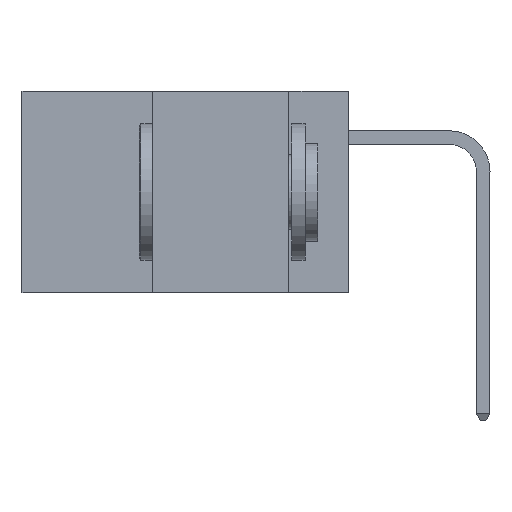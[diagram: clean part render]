
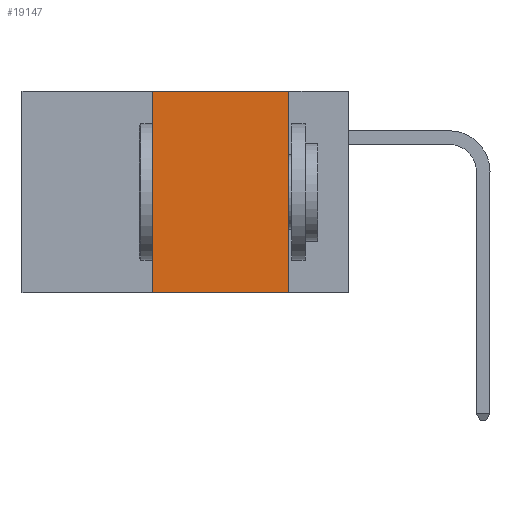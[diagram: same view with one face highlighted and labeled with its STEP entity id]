
A CAD part, left-side view. The second image highlights one B-rep face of the part: STEP entity #19147.
In plain terms, the highlighted planar face has unit normal (-1, 0, 0).
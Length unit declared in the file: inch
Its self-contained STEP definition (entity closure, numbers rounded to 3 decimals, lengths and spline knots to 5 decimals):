
#11 = ORIENTED_EDGE ( 'NONE', *, *, #11547, .T. ) ;
#2058 = CARTESIAN_POINT ( 'NONE',  ( 0., 0.36, 0. ) ) ;
#2162 = CARTESIAN_POINT ( 'NONE',  ( 0., 0.11, -0.37 ) ) ;
#3505 = DIRECTION ( 'NONE',  ( 1., 0., 0. ) ) ;
#3547 = LINE ( 'NONE', #14766, #11436 ) ;
#3625 = VERTEX_POINT ( 'NONE', #20367 ) ;
#7867 = VERTEX_POINT ( 'NONE', #11990 ) ;
#10098 = DIRECTION ( 'NONE',  ( 0., 0., 1. ) ) ;
#10696 = CARTESIAN_POINT ( 'NONE',  ( 0., 0.6, -0.37 ) ) ;
#11436 = VECTOR ( 'NONE', #28812, 39.37008 ) ;
#11547 = EDGE_CURVE ( 'NONE', #7867, #30563, #34362, .T. ) ;
#11990 = CARTESIAN_POINT ( 'NONE',  ( 0., 0.36, -0.37 ) ) ;
#12997 = CARTESIAN_POINT ( 'NONE',  ( 0., 0.36, 0. ) ) ;
#14766 = CARTESIAN_POINT ( 'NONE',  ( 0., 0.11, 0. ) ) ;
#15915 = VERTEX_POINT ( 'NONE', #2058 ) ;
#16917 = VECTOR ( 'NONE', #10098, 39.37008 ) ;
#19147 = ADVANCED_FACE ( 'NONE', ( #33189 ), #29218, .F. ) ;
#19312 = CARTESIAN_POINT ( 'NONE',  ( 0., 0.6, 0. ) ) ;
#19532 = VECTOR ( 'NONE', #24746, 39.37008 ) ;
#20367 = CARTESIAN_POINT ( 'NONE',  ( 0., 0.11, 0. ) ) ;
#20388 = EDGE_LOOP ( 'NONE', ( #29857, #23660, #32573, #11 ) ) ;
#20851 = CARTESIAN_POINT ( 'NONE',  ( 0., 0.6, 0. ) ) ;
#21060 = EDGE_CURVE ( 'NONE', #7867, #15915, #25232, .T. ) ;
#22050 = LINE ( 'NONE', #19312, #28644 ) ;
#22132 = DIRECTION ( 'NONE',  ( 0., -1., 0. ) ) ;
#23619 = DIRECTION ( 'NONE',  ( 0., 0., -1. ) ) ;
#23660 = ORIENTED_EDGE ( 'NONE', *, *, #33307, .F. ) ;
#24746 = DIRECTION ( 'NONE',  ( 0., -1., 0. ) ) ;
#24768 = EDGE_CURVE ( 'NONE', #3625, #30563, #3547, .T. ) ;
#25232 = LINE ( 'NONE', #12997, #16917 ) ;
#28644 = VECTOR ( 'NONE', #22132, 39.37008 ) ;
#28812 = DIRECTION ( 'NONE',  ( 0., 0., -1. ) ) ;
#28877 = AXIS2_PLACEMENT_3D ( 'NONE', #20851, #3505, #23619 ) ;
#29218 = PLANE ( 'NONE',  #28877 ) ;
#29857 = ORIENTED_EDGE ( 'NONE', *, *, #24768, .F. ) ;
#30563 = VERTEX_POINT ( 'NONE', #2162 ) ;
#32573 = ORIENTED_EDGE ( 'NONE', *, *, #21060, .F. ) ;
#33189 = FACE_OUTER_BOUND ( 'NONE', #20388, .T. ) ;
#33307 = EDGE_CURVE ( 'NONE', #15915, #3625, #22050, .T. ) ;
#34362 = LINE ( 'NONE', #10696, #19532 ) ;
